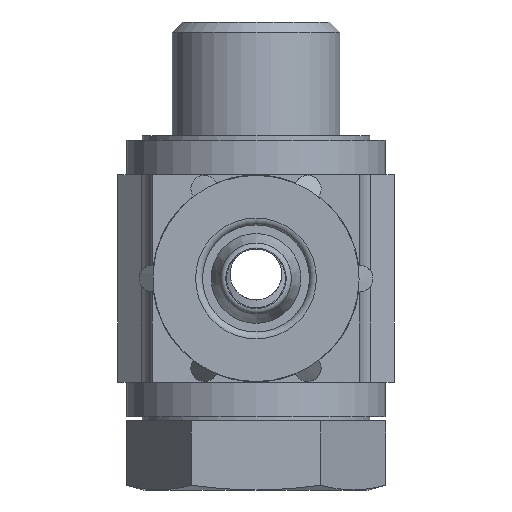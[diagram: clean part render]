
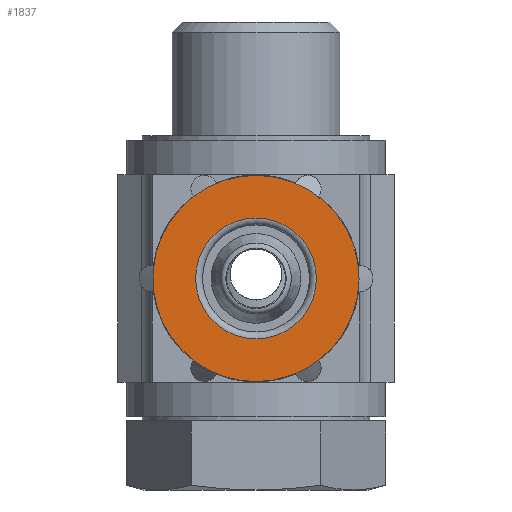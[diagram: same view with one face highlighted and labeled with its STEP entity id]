
A CAD part, left-side view. The second image highlights one B-rep face of the part: STEP entity #1837.
In plain terms, the highlighted face is planar.
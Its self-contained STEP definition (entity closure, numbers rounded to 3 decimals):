
#94=PLANE('',#2103);
#722=ORIENTED_EDGE('',*,*,#1008,.F.);
#723=ORIENTED_EDGE('',*,*,#1009,.F.);
#1008=EDGE_CURVE('',#1197,#1197,#1307,.T.);
#1009=EDGE_CURVE('',#1198,#1198,#1308,.F.);
#1197=VERTEX_POINT('',#3303);
#1198=VERTEX_POINT('',#3305);
#1307=CIRCLE('',#2104,3.5);
#1308=CIRCLE('',#2105,5.97);
#1477=EDGE_LOOP('',(#722));
#1478=EDGE_LOOP('',(#723));
#1660=FACE_BOUND('',#1477,.T.);
#1661=FACE_BOUND('',#1478,.T.);
#1837=ADVANCED_FACE('',(#1660,#1661),#94,.T.);
#2103=AXIS2_PLACEMENT_3D('',#3301,#2588,#2589);
#2104=AXIS2_PLACEMENT_3D('',#3302,#2590,#2591);
#2105=AXIS2_PLACEMENT_3D('',#3304,#2592,#2593);
#2588=DIRECTION('',(1.,0.,0.));
#2589=DIRECTION('',(0.,0.,-1.));
#2590=DIRECTION('',(1.,0.,0.));
#2591=DIRECTION('',(0.,0.,-1.));
#2592=DIRECTION('',(1.,0.,0.));
#2593=DIRECTION('',(0.,0.,-1.));
#3301=CARTESIAN_POINT('',(12.5,1.5,2.598));
#3302=CARTESIAN_POINT('',(12.5,0.,0.));
#3303=CARTESIAN_POINT('',(12.5,0.,-3.5));
#3304=CARTESIAN_POINT('',(12.5,0.,0.));
#3305=CARTESIAN_POINT('',(12.5,0.,-5.97));
